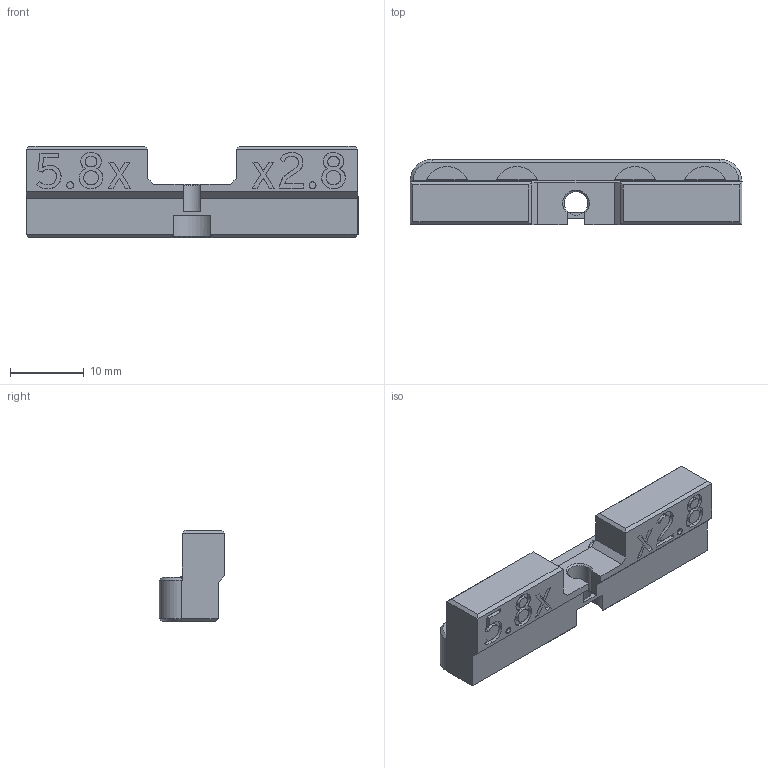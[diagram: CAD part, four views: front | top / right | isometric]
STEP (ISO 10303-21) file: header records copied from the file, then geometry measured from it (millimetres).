
FILE_DESCRIPTION(('FreeCAD Model'),'2;1');
FILE_NAME('Open CASCADE Shape Model','2025-06-17T11:53:19',(''),(''), 'Open CASCADE STEP processor 7.7','FreeCAD','Unknown');
FILE_SCHEMA(('AUTOMOTIVE_DESIGN { 1 0 10303 214 1 1 1 1 }'));
Length unit declared in the file: millimetre
Products named in the file (1): frame_5.8x2.8magnet_6.0mm_door__+mesh
Bounding box: 45 x 8.9 x 12.34 mm (x, y, z)
Volume: 2926.9 mm3; surface area: 2280.1 mm2
Topology: 1 solids, 1 shells, 322 faces, 916 edges, 619 vertices
Faces by surface type: plane 116, cylinder 108, extrusion 86, cone 12
Full cylindrical faces by diameter (mm): 3.2 x1, 6 x4
Entity records: 14430 total; most frequent: CARTESIAN_POINT 6199, ORIENTED_EDGE 1832, DIRECTION 1491, EDGE_CURVE 916, VERTEX_POINT 619, VECTOR 523, AXIS2_PLACEMENT_3D 484, LINE 437
